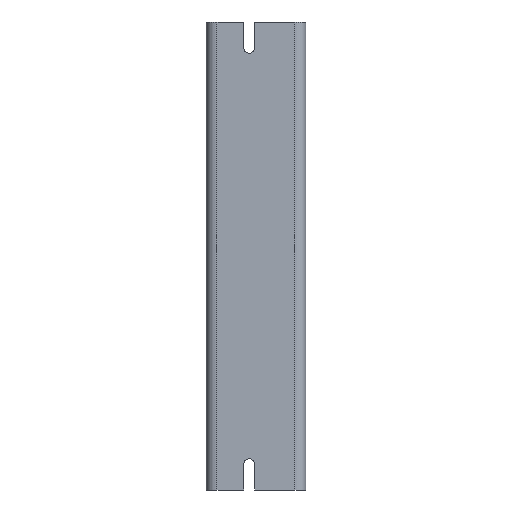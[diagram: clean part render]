
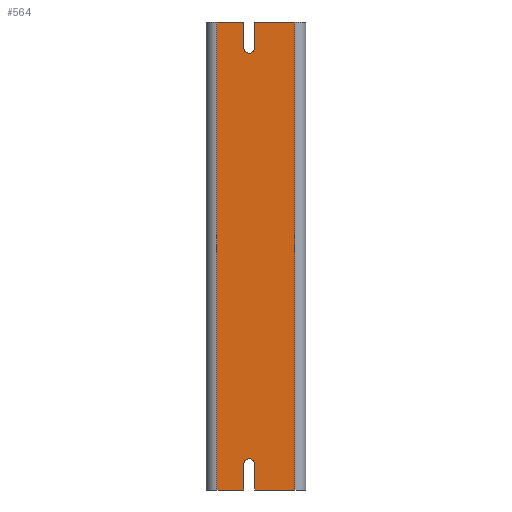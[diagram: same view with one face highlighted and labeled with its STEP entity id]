
A CAD part, left-side view. The second image highlights one B-rep face of the part: STEP entity #564.
In plain terms, the highlighted planar face has unit normal (-1, 0, 0).
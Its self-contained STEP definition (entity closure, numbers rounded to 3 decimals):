
#17=PLANE('',#598);
#38=FACE_OUTER_BOUND('',#68,.T.);
#68=EDGE_LOOP('',(#395,#396,#397,#398,#399,#400,#401,#402,#403,#404,#405,
#406));
#97=LINE('',#821,#161);
#100=LINE('',#827,#164);
#103=LINE('',#833,#167);
#104=LINE('',#835,#168);
#105=LINE('',#837,#169);
#106=LINE('',#839,#170);
#107=LINE('',#843,#171);
#108=LINE('',#845,#172);
#109=LINE('',#847,#173);
#110=LINE('',#848,#174);
#161=VECTOR('',#655,8.25);
#164=VECTOR('',#660,8.25);
#167=VECTOR('',#665,12.95);
#168=VECTOR('',#666,150.);
#169=VECTOR('',#667,12.95);
#170=VECTOR('',#668,8.25);
#171=VECTOR('',#671,8.25);
#172=VECTOR('',#672,8.55);
#173=VECTOR('',#673,150.);
#174=VECTOR('',#674,8.55);
#223=CIRCLE('',#594,1.75);
#225=CIRCLE('',#599,1.75);
#243=VERTEX_POINT('',#811);
#244=VERTEX_POINT('',#812);
#247=VERTEX_POINT('',#820);
#249=VERTEX_POINT('',#826);
#251=VERTEX_POINT('',#832);
#252=VERTEX_POINT('',#834);
#253=VERTEX_POINT('',#836);
#254=VERTEX_POINT('',#838);
#255=VERTEX_POINT('',#840);
#256=VERTEX_POINT('',#842);
#257=VERTEX_POINT('',#844);
#258=VERTEX_POINT('',#846);
#299=EDGE_CURVE('',#243,#244,#223,.T.);
#303=EDGE_CURVE('',#247,#243,#97,.T.);
#306=EDGE_CURVE('',#244,#249,#100,.T.);
#309=EDGE_CURVE('',#249,#251,#103,.T.);
#310=EDGE_CURVE('',#252,#251,#104,.T.);
#311=EDGE_CURVE('',#252,#253,#105,.T.);
#312=EDGE_CURVE('',#253,#254,#106,.T.);
#313=EDGE_CURVE('',#254,#255,#225,.T.);
#314=EDGE_CURVE('',#255,#256,#107,.T.);
#315=EDGE_CURVE('',#256,#257,#108,.T.);
#316=EDGE_CURVE('',#258,#257,#109,.T.);
#317=EDGE_CURVE('',#258,#247,#110,.T.);
#395=ORIENTED_EDGE('',*,*,#303,.T.);
#396=ORIENTED_EDGE('',*,*,#299,.T.);
#397=ORIENTED_EDGE('',*,*,#306,.T.);
#398=ORIENTED_EDGE('',*,*,#309,.T.);
#399=ORIENTED_EDGE('',*,*,#310,.F.);
#400=ORIENTED_EDGE('',*,*,#311,.T.);
#401=ORIENTED_EDGE('',*,*,#312,.T.);
#402=ORIENTED_EDGE('',*,*,#313,.T.);
#403=ORIENTED_EDGE('',*,*,#314,.T.);
#404=ORIENTED_EDGE('',*,*,#315,.T.);
#405=ORIENTED_EDGE('',*,*,#316,.F.);
#406=ORIENTED_EDGE('',*,*,#317,.T.);
#564=ADVANCED_FACE('',(#38),#17,.T.);
#594=AXIS2_PLACEMENT_3D('',#813,#647,#648);
#598=AXIS2_PLACEMENT_3D('',#831,#663,#664);
#599=AXIS2_PLACEMENT_3D('',#841,#669,#670);
#647=DIRECTION('center_axis',(1.,0.,0.));
#648=DIRECTION('ref_axis',(0.,-1.,0.));
#655=DIRECTION('',(0.,0.,1.));
#660=DIRECTION('',(0.,0.,-1.));
#663=DIRECTION('center_axis',(-1.,0.,0.));
#664=DIRECTION('ref_axis',(0.,0.,1.));
#665=DIRECTION('',(0.,-1.,0.));
#666=DIRECTION('',(0.,0.,-1.));
#667=DIRECTION('',(0.,1.,0.));
#668=DIRECTION('',(0.,0.,-1.));
#669=DIRECTION('center_axis',(1.,0.,0.));
#670=DIRECTION('ref_axis',(0.,-1.,0.));
#671=DIRECTION('',(0.,0.,1.));
#672=DIRECTION('',(0.,1.,0.));
#673=DIRECTION('',(0.,0.,1.));
#674=DIRECTION('',(0.,-1.,0.));
#811=CARTESIAN_POINT('',(-7.5,3.95,-66.75));
#812=CARTESIAN_POINT('',(-7.5,0.45,-66.75));
#813=CARTESIAN_POINT('Origin',(-7.5,2.2,-66.75));
#820=CARTESIAN_POINT('',(-7.5,3.95,-75.));
#821=CARTESIAN_POINT('',(-7.5,3.95,-33.375));
#826=CARTESIAN_POINT('',(-7.5,0.45,-75.));
#827=CARTESIAN_POINT('',(-7.5,0.45,-37.5));
#831=CARTESIAN_POINT('Origin',(-7.5,-16.,0.));
#832=CARTESIAN_POINT('',(-7.5,-12.5,-75.));
#833=CARTESIAN_POINT('',(-7.5,-16.,-75.));
#834=CARTESIAN_POINT('',(-7.5,-12.5,75.));
#835=CARTESIAN_POINT('',(-7.5,-12.5,0.));
#836=CARTESIAN_POINT('',(-7.5,0.45,75.));
#837=CARTESIAN_POINT('',(-7.5,-16.,75.));
#838=CARTESIAN_POINT('',(-7.5,0.45,66.75));
#839=CARTESIAN_POINT('',(-7.5,0.45,37.5));
#840=CARTESIAN_POINT('',(-7.5,3.95,66.75));
#841=CARTESIAN_POINT('Origin',(-7.5,2.2,66.75));
#842=CARTESIAN_POINT('',(-7.5,3.95,75.));
#843=CARTESIAN_POINT('',(-7.5,3.95,33.375));
#844=CARTESIAN_POINT('',(-7.5,12.5,75.));
#845=CARTESIAN_POINT('',(-7.5,-16.,75.));
#846=CARTESIAN_POINT('',(-7.5,12.5,-75.));
#847=CARTESIAN_POINT('',(-7.5,12.5,0.));
#848=CARTESIAN_POINT('',(-7.5,-16.,-75.));
